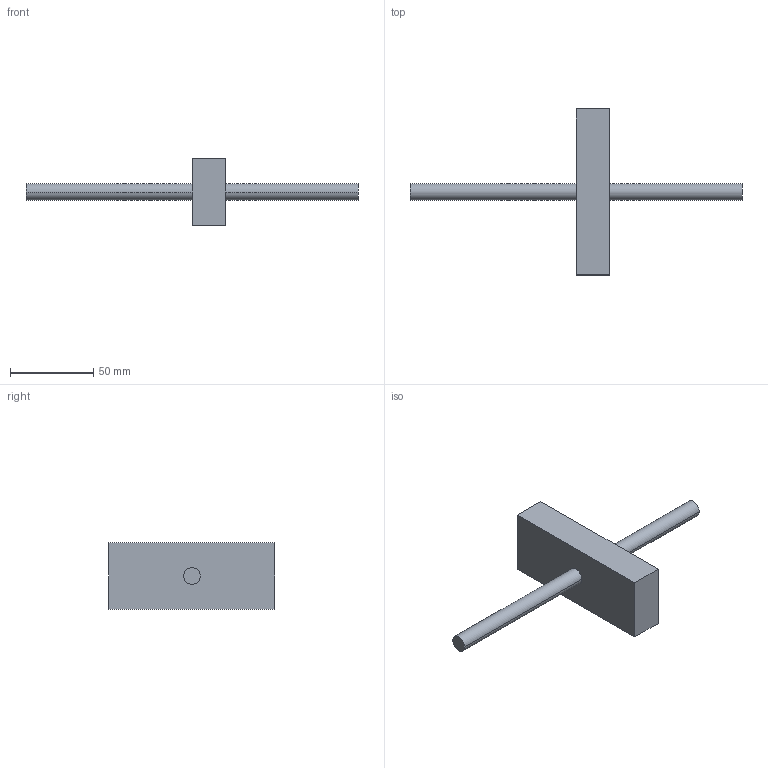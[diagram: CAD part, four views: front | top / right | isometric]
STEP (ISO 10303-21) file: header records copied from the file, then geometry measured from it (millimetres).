
FILE_DESCRIPTION(('CATIA V5 STEP Exchange'),'2;1');
FILE_NAME('Product.stp','2010-06-24T11:35:33+00:00',('none'),('none'),'CATIA Version 5 Release 19 SP 6 (IN-10)','CATIA V5 STEP AP203','none');
FILE_SCHEMA(('CONFIG_CONTROL_DESIGN'));
Length unit declared in the file: millimetre
Products named in the file (1): Exemple
Bounding box: 200 x 100 x 40 mm (x, y, z)
Volume: 93613.6 mm3; surface area: 20452 mm2
Topology: 2 solids, 2 shells, 14 faces, 28 edges, 18 vertices
Faces by surface type: plane 8, cylinder 4, cone 2
Entity records: 385 total; most frequent: CARTESIAN_POINT 58, ORIENTED_EDGE 56, DIRECTION 50, EDGE_CURVE 28, AXIS2_PLACEMENT_3D 22, VECTOR 18, LINE 18, VERTEX_POINT 18
